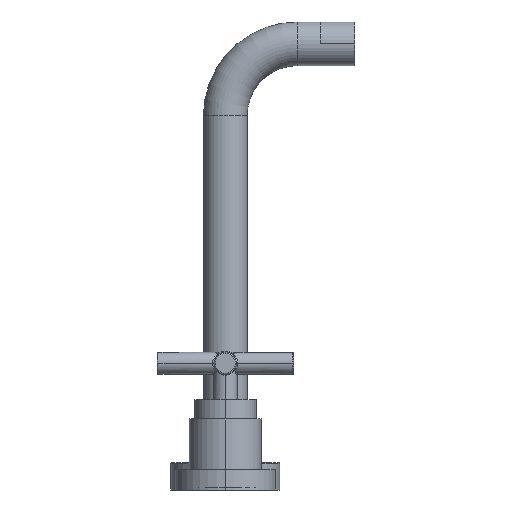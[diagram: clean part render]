
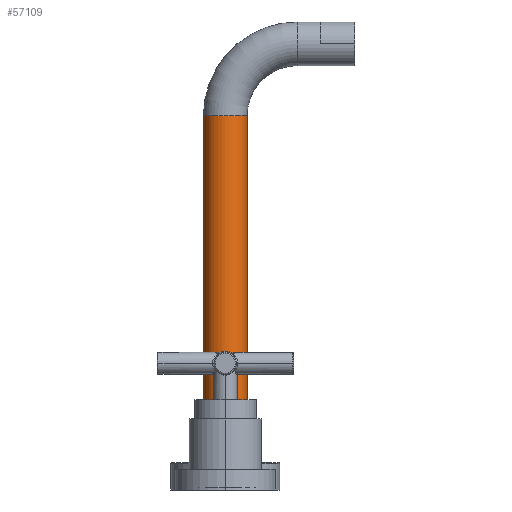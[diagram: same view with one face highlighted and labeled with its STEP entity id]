
A CAD part, left-side view. The second image highlights one B-rep face of the part: STEP entity #57109.
In plain terms, the highlighted cylindrical face has radius 12 mm (diameter 24 mm), a partial arc.
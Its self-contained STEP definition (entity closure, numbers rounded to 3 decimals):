
#41343=CARTESIAN_POINT('',(0.,0.,237.1));
#41344=DIRECTION('',(0.,0.,1.));
#41345=DIRECTION('',(0.,1.,0.));
#41346=AXIS2_PLACEMENT_3D('',#41343,#41344,#41345);
#41353=DIRECTION('',(0.,0.,1.));
#41354=VECTOR('',#41353,205.5);
#41355=CARTESIAN_POINT('',(0.,12.,31.6));
#41356=LINE('',#41355,#41354);
#41362=CARTESIAN_POINT('',(0.,0.,31.6));
#41363=DIRECTION('',(0.,0.,1.));
#41364=DIRECTION('',(0.,1.,0.));
#41365=AXIS2_PLACEMENT_3D('',#41362,#41363,#41364);
#41377=DIRECTION('',(0.,0.,1.));
#41378=VECTOR('',#41377,205.5);
#41379=CARTESIAN_POINT('',(0.,-12.,31.6));
#41380=LINE('',#41379,#41378);
#49925=CARTESIAN_POINT('',(0.,-12.,31.6));
#49926=CARTESIAN_POINT('',(0.,12.,31.6));
#49927=VERTEX_POINT('',#49925);
#49928=VERTEX_POINT('',#49926);
#49929=CARTESIAN_POINT('',(0.,-12.,237.1));
#49930=CARTESIAN_POINT('',(0.,12.,237.1));
#49931=VERTEX_POINT('',#49929);
#49932=VERTEX_POINT('',#49930);
#57095=CARTESIAN_POINT('',(0.,0.,31.6));
#57096=DIRECTION('',(0.,0.,1.));
#57097=DIRECTION('',(0.,-1.,0.));
#57098=AXIS2_PLACEMENT_3D('',#57095,#57096,#57097);
#57099=CYLINDRICAL_SURFACE('',#57098,12.);
#57101=ORIENTED_EDGE('',*,*,#57100,.F.);
#57103=ORIENTED_EDGE('',*,*,#57102,.T.);
#57104=ORIENTED_EDGE('',*,*,#57078,.T.);
#57106=ORIENTED_EDGE('',*,*,#57105,.F.);
#57107=EDGE_LOOP('',(#57101,#57103,#57104,#57106));
#57108=FACE_OUTER_BOUND('',#57107,.F.);
#57109=ADVANCED_FACE('',(#57108),#57099,.T.);
#41347=CIRCLE('',#41346,12.);
#41366=CIRCLE('',#41365,12.);
#57078=EDGE_CURVE('',#49932,#49931,#41347,.T.);
#57100=EDGE_CURVE('',#49928,#49927,#41366,.T.);
#57102=EDGE_CURVE('',#49928,#49932,#41356,.T.);
#57105=EDGE_CURVE('',#49927,#49931,#41380,.T.);
